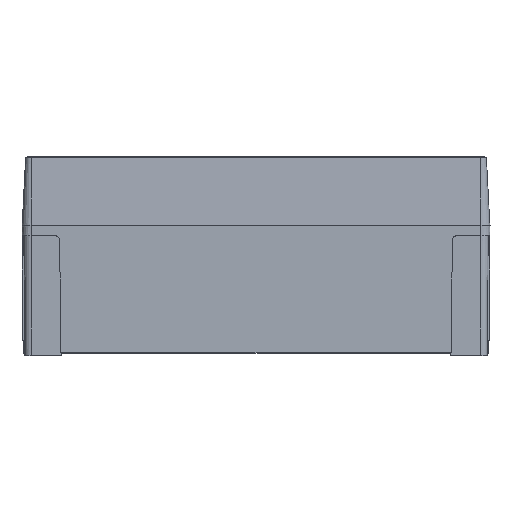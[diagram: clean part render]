
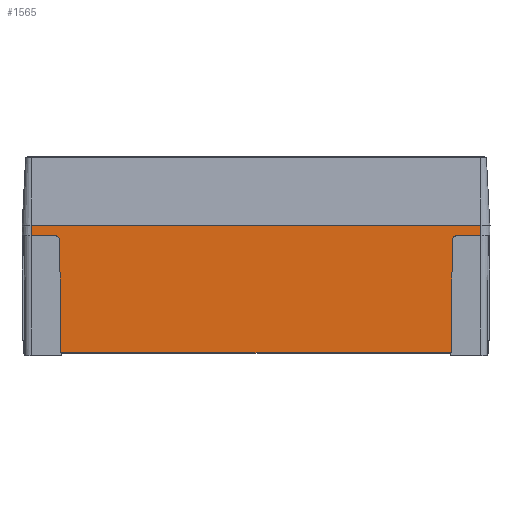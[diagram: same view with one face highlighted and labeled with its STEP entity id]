
A CAD part, top view. The second image highlights one B-rep face of the part: STEP entity #1565.
In plain terms, the highlighted planar face has unit normal (0, -0.009, 1).
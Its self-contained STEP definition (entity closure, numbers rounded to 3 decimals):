
#346 = EDGE_CURVE ( 'NONE', #8718, #3344, #2112, .T. ) ;
#645 = CARTESIAN_POINT ( 'NONE',  ( 76.369, -4., 90.015 ) ) ;
#660 = ORIENTED_EDGE ( 'NONE', *, *, #3242, .T. ) ;
#788 = ORIENTED_EDGE ( 'NONE', *, *, #1490, .T. ) ;
#972 = CARTESIAN_POINT ( 'NONE',  ( -86.55, -4., 90.015 ) ) ;
#1126 = DIRECTION ( 'NONE',  ( 1., 0., 0. ) ) ;
#1146 = CARTESIAN_POINT ( 'NONE',  ( -77.533, -4., 90.015 ) ) ;
#1337 = VECTOR ( 'NONE', #11942, 1000. ) ;
#1490 = EDGE_CURVE ( 'NONE', #4706, #3186, #10327, .T. ) ;
#1515 = VECTOR ( 'NONE', #4575, 1000. ) ;
#1565 = ADVANCED_FACE ( 'NONE', ( #2420 ), #9540, .T. ) ;
#2112 = LINE ( 'NONE', #6079, #11579 ) ;
#2347 = VERTEX_POINT ( 'NONE', #3492 ) ;
#2374 = CARTESIAN_POINT ( 'NONE',  ( -75.533, -5.983, 89.998 ) ) ;
#2420 = FACE_OUTER_BOUND ( 'NONE', #11879, .T. ) ;
#2423 = CARTESIAN_POINT ( 'NONE',  ( -75.533, -5.983, 89.998 ) ) ;
#2512 = CARTESIAN_POINT ( 'NONE',  ( 75.573, -1.415, 90.038 ) ) ;
#2768 = EDGE_CURVE ( 'NONE', #4706, #4924, #10465, .T. ) ;
#3110 = DIRECTION ( 'NONE',  ( 1., 0., 0. ) ) ;
#3176 = CARTESIAN_POINT ( 'NONE',  ( -86.55, 0., 90.05 ) ) ;
#3186 = VERTEX_POINT ( 'NONE', #9083 ) ;
#3242 = EDGE_CURVE ( 'NONE', #2347, #4924, #8015, .T. ) ;
#3344 = VERTEX_POINT ( 'NONE', #7756 ) ;
#3487 = EDGE_CURVE ( 'NONE', #6066, #3891, #11029, .T. ) ;
#3492 = CARTESIAN_POINT ( 'NONE',  ( 75.533, -5.983, 89.998 ) ) ;
#3501 = CARTESIAN_POINT ( 'NONE',  ( -75.157, -49., 89.622 ) ) ;
#3563 = EDGE_CURVE ( 'NONE', #7786, #3186, #4151, .T. ) ;
#3811 = ORIENTED_EDGE ( 'NONE', *, *, #3487, .T. ) ;
#3891 = VERTEX_POINT ( 'NONE', #1146 ) ;
#3923 = EDGE_CURVE ( 'NONE', #8718, #10708, #6032, .T. ) ;
#4074 = CARTESIAN_POINT ( 'NONE',  ( -86.55, 0., 90.05 ) ) ;
#4111 = DIRECTION ( 'NONE',  ( 0., 1., 0.009 ) ) ;
#4151 = LINE ( 'NONE', #3176, #5071 ) ;
#4153 = ORIENTED_EDGE ( 'NONE', *, *, #346, .T. ) ;
#4249 = CARTESIAN_POINT ( 'NONE',  ( -76.369, -4., 90.015 ) ) ;
#4378 = CARTESIAN_POINT ( 'NONE',  ( -77.533, -4., 90.015 ) ) ;
#4446 = ORIENTED_EDGE ( 'NONE', *, *, #3563, .F. ) ;
#4575 = DIRECTION ( 'NONE',  ( -1., 0., 0. ) ) ;
#4706 = VERTEX_POINT ( 'NONE', #12284 ) ;
#4924 = VERTEX_POINT ( 'NONE', #10968 ) ;
#5071 = VECTOR ( 'NONE', #10107, 1000. ) ;
#5147 = DIRECTION ( 'NONE',  ( 0., 1., 0.009 ) ) ;
#5352 = DIRECTION ( 'NONE',  ( 0., -1., -0.009 ) ) ;
#6032 = LINE ( 'NONE', #9177, #1337 ) ;
#6066 = VERTEX_POINT ( 'NONE', #972 ) ;
#6079 = CARTESIAN_POINT ( 'NONE',  ( -86.55, -49., 89.622 ) ) ;
#6483 = DIRECTION ( 'NONE',  ( -0.009, -1., -0.009 ) ) ;
#6641 = CARTESIAN_POINT ( 'NONE',  ( -86.55, 0., 90.05 ) ) ;
#6769 =( BOUNDED_CURVE ( )  B_SPLINE_CURVE ( 3, ( #4378, #4249, #8297, #2423 ),
 .UNSPECIFIED., .F., .T. ) 
 B_SPLINE_CURVE_WITH_KNOTS ( ( 4, 4 ),
 ( 3.142, 4.704 ),
 .UNSPECIFIED. ) 
 CURVE ( )  GEOMETRIC_REPRESENTATION_ITEM ( )  RATIONAL_B_SPLINE_CURVE ( ( 1., 0.807, 0.807, 1. ) ) 
 REPRESENTATION_ITEM ( '' )  );
#7058 = ORIENTED_EDGE ( 'NONE', *, *, #10926, .F. ) ;
#7104 = CARTESIAN_POINT ( 'NONE',  ( -86.55, 0., 90.05 ) ) ;
#7469 = LINE ( 'NONE', #2512, #8307 ) ;
#7756 = CARTESIAN_POINT ( 'NONE',  ( 75.157, -49., 89.622 ) ) ;
#7786 = VERTEX_POINT ( 'NONE', #4074 ) ;
#8015 =( BOUNDED_CURVE ( )  B_SPLINE_CURVE ( 3, ( #8411, #8476, #645, #12421 ),
 .UNSPECIFIED., .F., .F. ) 
 B_SPLINE_CURVE_WITH_KNOTS ( ( 4, 4 ),
 ( 1.58, 3.142 ),
 .UNSPECIFIED. ) 
 CURVE ( )  GEOMETRIC_REPRESENTATION_ITEM ( )  RATIONAL_B_SPLINE_CURVE ( ( 1., 0.807, 0.807, 1. ) ) 
 REPRESENTATION_ITEM ( '' )  );
#8073 = EDGE_CURVE ( 'NONE', #2347, #3344, #7469, .T. ) ;
#8297 = CARTESIAN_POINT ( 'NONE',  ( -75.543, -4.819, 90.008 ) ) ;
#8307 = VECTOR ( 'NONE', #6483, 1000. ) ;
#8411 = CARTESIAN_POINT ( 'NONE',  ( 75.533, -5.983, 89.998 ) ) ;
#8476 = CARTESIAN_POINT ( 'NONE',  ( 75.543, -4.819, 90.008 ) ) ;
#8718 = VERTEX_POINT ( 'NONE', #3501 ) ;
#9031 = CARTESIAN_POINT ( 'NONE',  ( 86.55, 0., 90.05 ) ) ;
#9083 = CARTESIAN_POINT ( 'NONE',  ( 86.55, 0., 90.05 ) ) ;
#9177 = CARTESIAN_POINT ( 'NONE',  ( -75.586, 0.096, 90.051 ) ) ;
#9540 = PLANE ( 'NONE',  #10614 ) ;
#9662 = VECTOR ( 'NONE', #3110, 1000. ) ;
#9812 = LINE ( 'NONE', #7104, #11489 ) ;
#10107 = DIRECTION ( 'NONE',  ( 1., 0., 0. ) ) ;
#10327 = LINE ( 'NONE', #9031, #11857 ) ;
#10465 = LINE ( 'NONE', #11386, #1515 ) ;
#10614 = AXIS2_PLACEMENT_3D ( 'NONE', #6641, #10658, #5352 ) ;
#10658 = DIRECTION ( 'NONE',  ( 0., -0.009, 1. ) ) ;
#10708 = VERTEX_POINT ( 'NONE', #2374 ) ;
#10926 = EDGE_CURVE ( 'NONE', #6066, #7786, #9812, .T. ) ;
#10968 = CARTESIAN_POINT ( 'NONE',  ( 77.533, -4., 90.015 ) ) ;
#11029 = LINE ( 'NONE', #12084, #9662 ) ;
#11092 = ORIENTED_EDGE ( 'NONE', *, *, #3923, .F. ) ;
#11386 = CARTESIAN_POINT ( 'NONE',  ( -86.55, -4., 90.015 ) ) ;
#11489 = VECTOR ( 'NONE', #5147, 1000. ) ;
#11497 = ORIENTED_EDGE ( 'NONE', *, *, #8073, .F. ) ;
#11579 = VECTOR ( 'NONE', #1126, 1000. ) ;
#11857 = VECTOR ( 'NONE', #4111, 1000. ) ;
#11879 = EDGE_LOOP ( 'NONE', ( #11497, #660, #12000, #788, #4446, #7058, #3811, #12260, #11092, #4153 ) ) ;
#11942 = DIRECTION ( 'NONE',  ( -0.009, 1., 0.009 ) ) ;
#12000 = ORIENTED_EDGE ( 'NONE', *, *, #2768, .F. ) ;
#12084 = CARTESIAN_POINT ( 'NONE',  ( -86.55, -4., 90.015 ) ) ;
#12260 = ORIENTED_EDGE ( 'NONE', *, *, #12428, .T. ) ;
#12284 = CARTESIAN_POINT ( 'NONE',  ( 86.55, -4., 90.015 ) ) ;
#12421 = CARTESIAN_POINT ( 'NONE',  ( 77.533, -4., 90.015 ) ) ;
#12428 = EDGE_CURVE ( 'NONE', #3891, #10708, #6769, .T. ) ;
